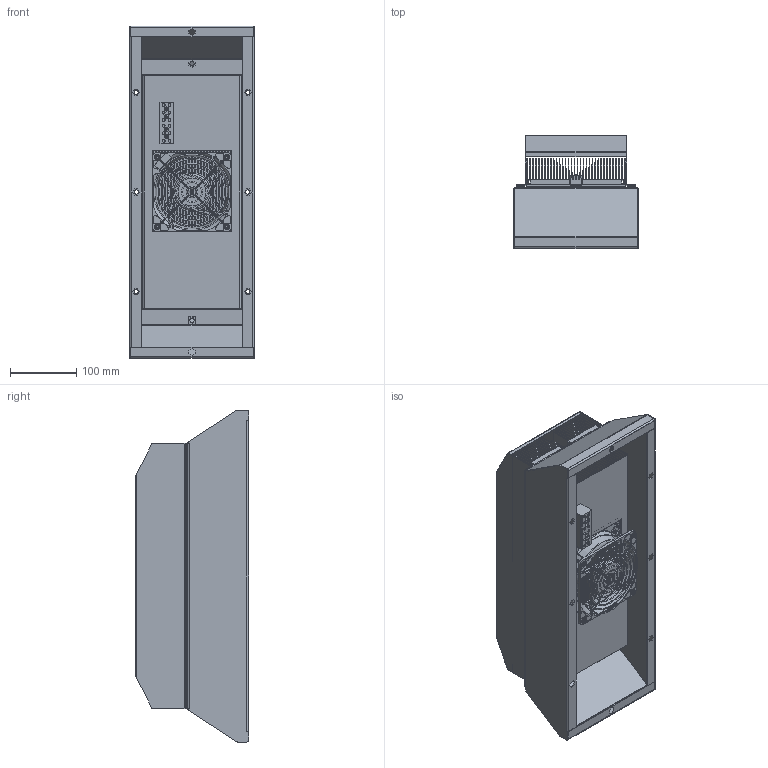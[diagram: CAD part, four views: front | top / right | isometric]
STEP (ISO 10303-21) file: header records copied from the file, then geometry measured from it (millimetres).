
FILE_DESCRIPTION((''),'2;1');
FILE_NAME('TG3200305_COMPLETE_ASM','2014-10-14T',('ryanc'),(''),'PRO/ENGINEER BY PARAMETRIC TECHNOLOGY CORPORATION, 2010040','PRO/ENGINEER BY PARAMETRIC TECHNOLOGY CORPORATION, 2010040','');
FILE_SCHEMA(('AUTOMOTIVE_DESIGN_CC2 { 1 2 10303 214 -1 1 5 2 }'));
Products named in the file (1): TG3200305_COMPLETE_ASM
Bounding box: 187.5 x 170.4 x 500 mm (x, y, z)
Volume: 628394.5 mm3; surface area: 2461639 mm2
Topology: 6 solids, 204 shells, 3233 faces, 9636 edges, 6646 vertices
Faces by surface type: plane 2116, cylinder 751, torus 224, cone 78, bspline 56, sphere 8
Entity records: 127227 total; most frequent: CARTESIAN_POINT 24679, ORIENTED_EDGE 17869, DIRECTION 17397, EDGE_CURVE 9635, VECTOR 7043, LINE 7043, VERTEX_POINT 6646, AXIS2_PLACEMENT_3D 5177
